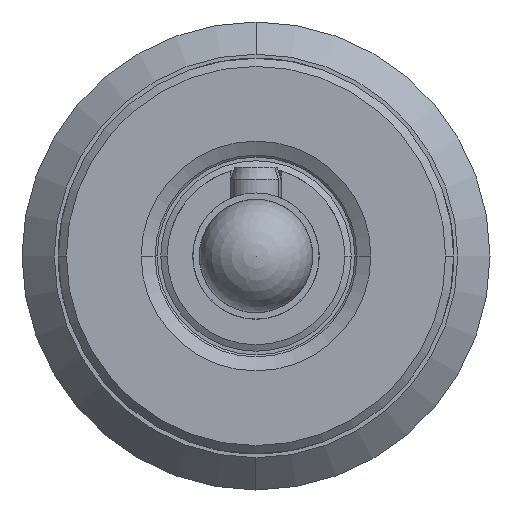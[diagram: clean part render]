
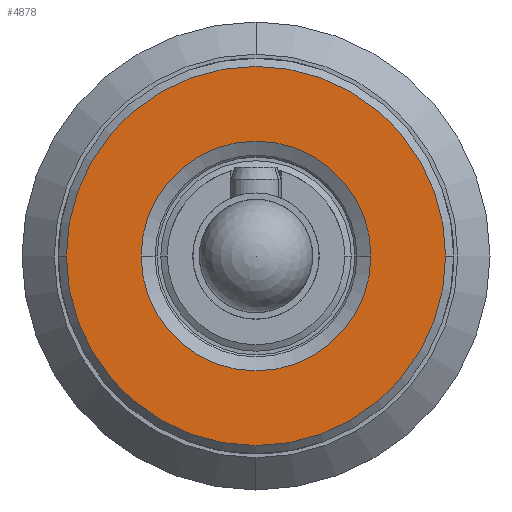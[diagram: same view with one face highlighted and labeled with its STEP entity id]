
A CAD part, left-side view. The second image highlights one B-rep face of the part: STEP entity #4878.
In plain terms, the highlighted planar face has unit normal (-1, 0, 0).
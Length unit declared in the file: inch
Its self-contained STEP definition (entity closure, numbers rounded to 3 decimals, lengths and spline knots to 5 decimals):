
#974 = DIRECTION ( 'NONE',  ( -1., 0., 0. ) ) ;
#2230 = EDGE_CURVE ( 'NONE', #14576, #8577, #3094, .T. ) ;
#2333 = AXIS2_PLACEMENT_3D ( 'NONE', #6076, #4635, #7497 ) ;
#3094 = CIRCLE ( 'NONE', #12115, 0.14232 ) ;
#3458 = DIRECTION ( 'NONE',  ( 0., 1., 0. ) ) ;
#4635 = DIRECTION ( 'NONE',  ( 1., 0., 0. ) ) ;
#4878 = ADVANCED_FACE ( 'NONE', ( #15579, #12390 ), #11884, .F. ) ;
#5621 = VERTEX_POINT ( 'NONE', #10291 ) ;
#5729 = DIRECTION ( 'NONE',  ( -1., 0., 0. ) ) ;
#6076 = CARTESIAN_POINT ( 'NONE',  ( -0.56425, 0., -0.1225 ) ) ;
#7091 = EDGE_CURVE ( 'NONE', #8577, #14576, #12671, .T. ) ;
#7285 = EDGE_CURVE ( 'NONE', #16284, #5621, #15636, .T. ) ;
#7365 = DIRECTION ( 'NONE',  ( 0., 1., 0. ) ) ;
#7497 = DIRECTION ( 'NONE',  ( 0., -1., 0. ) ) ;
#7879 = DIRECTION ( 'NONE',  ( -1., 0., 0. ) ) ;
#7914 = ORIENTED_EDGE ( 'NONE', *, *, #8210, .T. ) ;
#8203 = CIRCLE ( 'NONE', #16250, 0.235 ) ;
#8210 = EDGE_CURVE ( 'NONE', #5621, #16284, #8203, .T. ) ;
#8216 = ORIENTED_EDGE ( 'NONE', *, *, #7091, .F. ) ;
#8577 = VERTEX_POINT ( 'NONE', #10335 ) ;
#8958 = AXIS2_PLACEMENT_3D ( 'NONE', #15108, #10852, #3458 ) ;
#10098 = CARTESIAN_POINT ( 'NONE',  ( -0.56425, -0.14232, 0. ) ) ;
#10291 = CARTESIAN_POINT ( 'NONE',  ( -0.56425, -0.235, 0. ) ) ;
#10335 = CARTESIAN_POINT ( 'NONE',  ( -0.56425, 0.14232, 0. ) ) ;
#10852 = DIRECTION ( 'NONE',  ( -1., 0., 0. ) ) ;
#11520 = AXIS2_PLACEMENT_3D ( 'NONE', #17171, #974, #17300 ) ;
#11884 = PLANE ( 'NONE',  #2333 ) ;
#12115 = AXIS2_PLACEMENT_3D ( 'NONE', #17707, #5729, #7365 ) ;
#12390 = FACE_OUTER_BOUND ( 'NONE', #14317, .T. ) ;
#12671 = CIRCLE ( 'NONE', #8958, 0.14232 ) ;
#13836 = CARTESIAN_POINT ( 'NONE',  ( -0.56425, 0., 0. ) ) ;
#14030 = CARTESIAN_POINT ( 'NONE',  ( -0.56425, 0.235, 0. ) ) ;
#14317 = EDGE_LOOP ( 'NONE', ( #7914, #17842 ) ) ;
#14576 = VERTEX_POINT ( 'NONE', #10098 ) ;
#14643 = EDGE_LOOP ( 'NONE', ( #8216, #16025 ) ) ;
#15108 = CARTESIAN_POINT ( 'NONE',  ( -0.56425, 0., 0. ) ) ;
#15579 = FACE_BOUND ( 'NONE', #14643, .T. ) ;
#15636 = CIRCLE ( 'NONE', #11520, 0.235 ) ;
#16025 = ORIENTED_EDGE ( 'NONE', *, *, #2230, .F. ) ;
#16250 = AXIS2_PLACEMENT_3D ( 'NONE', #13836, #7879, #18160 ) ;
#16284 = VERTEX_POINT ( 'NONE', #14030 ) ;
#17171 = CARTESIAN_POINT ( 'NONE',  ( -0.56425, 0., 0. ) ) ;
#17300 = DIRECTION ( 'NONE',  ( 0., 1., 0. ) ) ;
#17707 = CARTESIAN_POINT ( 'NONE',  ( -0.56425, 0., 0. ) ) ;
#17842 = ORIENTED_EDGE ( 'NONE', *, *, #7285, .T. ) ;
#18160 = DIRECTION ( 'NONE',  ( 0., 1., 0. ) ) ;
